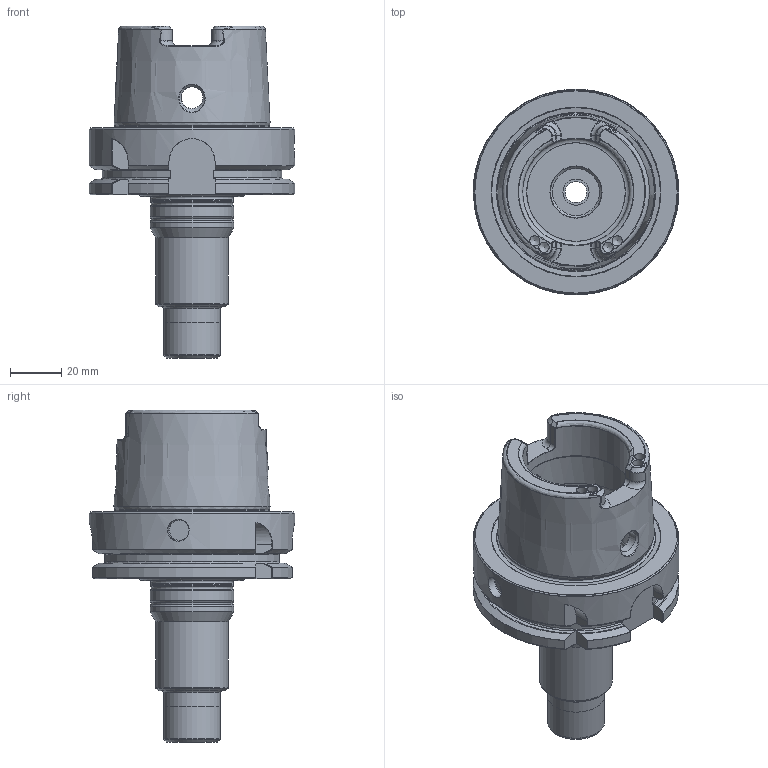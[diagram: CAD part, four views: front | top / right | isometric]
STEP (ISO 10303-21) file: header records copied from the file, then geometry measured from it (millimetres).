
FILE_DESCRIPTION(/* description */ (''),/* implementation_level */ '2;1');
FILE_NAME(/* name */ '458011650.stp',/* time_stamp */ '2021-01-08T12:41:37',/* author */ ('LRA'),/* organization */ ('REGO-FIX'),/* preprocessor_version */ ' Unknown',/* originating_system */ 'SIEMENS PLM Software Solid Edge ST10',/* authorization */ 'Unknown');
FILE_SCHEMA (('AUTOMOTIVE_DESIGN { 1 0 10303 214 2 1 1}'));
Length unit declared in the file: millimetre
Products named in the file (1): NOCUT
Bounding box: 80.3 x 80.3 x 129.7 mm (x, y, z)
Volume: 341342.5 mm3; surface area: 82825.6 mm2
Topology: 2 solids, 2 shells, 309 faces, 810 edges, 510 vertices
Faces by surface type: plane 95, cylinder 84, cone 80, torus 50
Full cylindrical faces by diameter (mm): 4 x8, 8.376 x4, 8.5 x6, 10 x2, 10.2 x1, 10.5 x2, 18.376 x2, 21 x2, 22 x2, 22.3 x1, 28 x1, 28.3 x1, 32.5 x3, 32.8 x3, 41.7 x2, 42 x2, 50 x2, 59.98 x1, 60.42 x1, 80 x1, 80.3 x1
Entity records: 11145 total; most frequent: CARTESIAN_POINT 2358, DIRECTION 1340, ORIENTED_EDGE 1254, EDGE_CURVE 627, AXIS2_PLACEMENT_3D 582, VERTEX_POINT 465, FACE_BOUND 460, EDGE_LOOP 452
